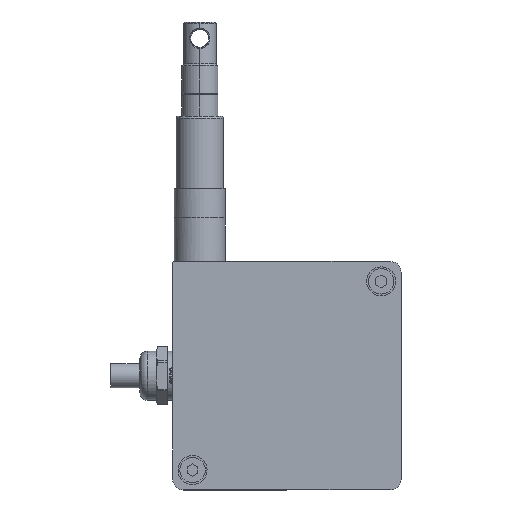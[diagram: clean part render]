
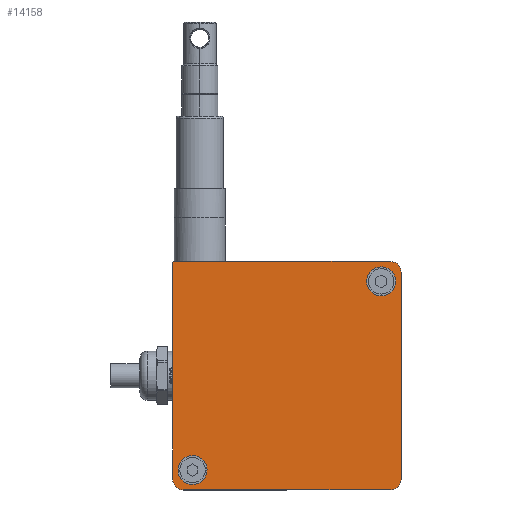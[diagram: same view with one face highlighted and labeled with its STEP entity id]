
A CAD part, left-side view. The second image highlights one B-rep face of the part: STEP entity #14158.
In plain terms, the highlighted planar face has unit normal (-1, 0, 0).
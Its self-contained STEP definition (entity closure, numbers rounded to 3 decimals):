
#13714=CARTESIAN_POINT('Axis2P3D Location',(-18.,26.,26.)) ;
#13718=CARTESIAN_POINT('Vertex',(-18.,29.51,27.918)) ;
#13720=CARTESIAN_POINT('Vertex',(-18.,22.49,24.082)) ;
#13740=CARTESIAN_POINT('Axis2P3D Location',(-18.,26.,26.)) ;
#13794=CARTESIAN_POINT('Axis2P3D Location',(-18.,-26.,-26.)) ;
#13798=CARTESIAN_POINT('Vertex',(-18.,-29.51,-27.918)) ;
#13800=CARTESIAN_POINT('Vertex',(-18.,-22.49,-24.082)) ;
#13820=CARTESIAN_POINT('Axis2P3D Location',(-18.,-26.,-26.)) ;
#13880=CARTESIAN_POINT('Axis2P3D Location',(-18.,28.5,28.5)) ;
#13884=CARTESIAN_POINT('Vertex',(-18.,31.5,28.5)) ;
#13886=CARTESIAN_POINT('Vertex',(-18.,28.5,31.5)) ;
#13920=CARTESIAN_POINT('Line Origine',(-18.,31.5,0.)) ;
#13924=CARTESIAN_POINT('Vertex',(-18.,31.5,-28.5)) ;
#13951=CARTESIAN_POINT('Axis2P3D Location',(-18.,28.5,-28.5)) ;
#13955=CARTESIAN_POINT('Vertex',(-18.,28.5,-31.5)) ;
#13982=CARTESIAN_POINT('Line Origine',(-18.,0.,-31.5)) ;
#13986=CARTESIAN_POINT('Vertex',(-18.,-28.5,-31.5)) ;
#14013=CARTESIAN_POINT('Axis2P3D Location',(-18.,-28.5,-28.5)) ;
#14017=CARTESIAN_POINT('Vertex',(-18.,-31.5,-28.5)) ;
#14051=CARTESIAN_POINT('Line Origine',(-18.,-1.25,31.5)) ;
#14055=CARTESIAN_POINT('Vertex',(-18.,-31.,31.5)) ;
#14075=CARTESIAN_POINT('Line Origine',(-18.,-31.5,1.25)) ;
#14079=CARTESIAN_POINT('Vertex',(-18.,-31.5,31.)) ;
#14130=CARTESIAN_POINT('Axis2P3D Location',(-18.,0.,0.)) ;
#14135=CARTESIAN_POINT('Axis2P3D Location',(-18.,-31.,31.)) ;
#13715=DIRECTION('Axis2P3D Direction',(1.,0.,-0.)) ;
#13741=DIRECTION('Axis2P3D Direction',(1.,0.,-0.)) ;
#13795=DIRECTION('Axis2P3D Direction',(1.,0.,-0.)) ;
#13821=DIRECTION('Axis2P3D Direction',(1.,0.,-0.)) ;
#13881=DIRECTION('Axis2P3D Direction',(-1.,0.,0.)) ;
#13921=DIRECTION('Vector Direction',(0.,0.,-1.)) ;
#13952=DIRECTION('Axis2P3D Direction',(-1.,0.,0.)) ;
#13983=DIRECTION('Vector Direction',(0.,-1.,0.)) ;
#14014=DIRECTION('Axis2P3D Direction',(-1.,0.,0.)) ;
#14052=DIRECTION('Vector Direction',(0.,1.,0.)) ;
#14076=DIRECTION('Vector Direction',(0.,0.,1.)) ;
#14131=DIRECTION('Axis2P3D Direction',(1.,0.,0.)) ;
#14132=DIRECTION('Axis2P3D XDirection',(0.,1.,0.)) ;
#14136=DIRECTION('Axis2P3D Direction',(1.,0.,0.)) ;
#13716=AXIS2_PLACEMENT_3D('Circle Axis2P3D',#13714,#13715,$) ;
#13742=AXIS2_PLACEMENT_3D('Circle Axis2P3D',#13740,#13741,$) ;
#13796=AXIS2_PLACEMENT_3D('Circle Axis2P3D',#13794,#13795,$) ;
#13822=AXIS2_PLACEMENT_3D('Circle Axis2P3D',#13820,#13821,$) ;
#13882=AXIS2_PLACEMENT_3D('Circle Axis2P3D',#13880,#13881,$) ;
#13953=AXIS2_PLACEMENT_3D('Circle Axis2P3D',#13951,#13952,$) ;
#14015=AXIS2_PLACEMENT_3D('Circle Axis2P3D',#14013,#14014,$) ;
#14133=AXIS2_PLACEMENT_3D('Plane Axis2P3D',#14130,#14131,#14132) ;
#14137=AXIS2_PLACEMENT_3D('Circle Axis2P3D',#14135,#14136,$) ;
#14141=ORIENTED_EDGE('',*,*,#14139,.F.) ;
#14142=ORIENTED_EDGE('',*,*,#14057,.F.) ;
#14143=ORIENTED_EDGE('',*,*,#13888,.F.) ;
#14144=ORIENTED_EDGE('',*,*,#13926,.F.) ;
#14145=ORIENTED_EDGE('',*,*,#13957,.F.) ;
#14146=ORIENTED_EDGE('',*,*,#13988,.F.) ;
#14147=ORIENTED_EDGE('',*,*,#14019,.F.) ;
#14148=ORIENTED_EDGE('',*,*,#14081,.F.) ;
#14151=ORIENTED_EDGE('',*,*,#13824,.T.) ;
#14152=ORIENTED_EDGE('',*,*,#13802,.T.) ;
#14155=ORIENTED_EDGE('',*,*,#13744,.T.) ;
#14156=ORIENTED_EDGE('',*,*,#13722,.T.) ;
#14153=FACE_BOUND('',#14150,.T.) ;
#14157=FACE_BOUND('',#14154,.T.) ;
#13922=VECTOR('Line Direction',#13921,1.) ;
#13984=VECTOR('Line Direction',#13983,1.) ;
#14053=VECTOR('Line Direction',#14052,1.) ;
#14077=VECTOR('Line Direction',#14076,1.) ;
#14158=ADVANCED_FACE('\X2\96F64EF651E04F554F53\X0\',(#14149,#14153,#14157),#14134,.F.) ;
#13717=CIRCLE('generated circle',#13716,4.) ;
#13743=CIRCLE('generated circle',#13742,4.) ;
#13797=CIRCLE('generated circle',#13796,4.) ;
#13823=CIRCLE('generated circle',#13822,4.) ;
#13883=CIRCLE('generated circle',#13882,3.) ;
#13954=CIRCLE('generated circle',#13953,3.) ;
#14016=CIRCLE('generated circle',#14015,3.) ;
#14138=CIRCLE('generated circle',#14137,0.5) ;
#13722=EDGE_CURVE('',#13719,#13721,#13717,.T.) ;
#13744=EDGE_CURVE('',#13721,#13719,#13743,.T.) ;
#13802=EDGE_CURVE('',#13799,#13801,#13797,.T.) ;
#13824=EDGE_CURVE('',#13801,#13799,#13823,.T.) ;
#13888=EDGE_CURVE('',#13885,#13887,#13883,.F.) ;
#13926=EDGE_CURVE('',#13925,#13885,#13923,.F.) ;
#13957=EDGE_CURVE('',#13956,#13925,#13954,.F.) ;
#13988=EDGE_CURVE('',#13987,#13956,#13985,.F.) ;
#14019=EDGE_CURVE('',#14018,#13987,#14016,.F.) ;
#14057=EDGE_CURVE('',#13887,#14056,#14054,.F.) ;
#14081=EDGE_CURVE('',#14080,#14018,#14078,.F.) ;
#14139=EDGE_CURVE('',#14056,#14080,#14138,.T.) ;
#14140=EDGE_LOOP('',(#14141,#14142,#14143,#14144,#14145,#14146,#14147,#14148)) ;
#14150=EDGE_LOOP('',(#14151,#14152)) ;
#14154=EDGE_LOOP('',(#14155,#14156)) ;
#14149=FACE_OUTER_BOUND('',#14140,.T.) ;
#13923=LINE('Line',#13920,#13922) ;
#13985=LINE('Line',#13982,#13984) ;
#14054=LINE('Line',#14051,#14053) ;
#14078=LINE('Line',#14075,#14077) ;
#14134=PLANE('',#14133) ;
#13719=VERTEX_POINT('',#13718) ;
#13721=VERTEX_POINT('',#13720) ;
#13799=VERTEX_POINT('',#13798) ;
#13801=VERTEX_POINT('',#13800) ;
#13885=VERTEX_POINT('',#13884) ;
#13887=VERTEX_POINT('',#13886) ;
#13925=VERTEX_POINT('',#13924) ;
#13956=VERTEX_POINT('',#13955) ;
#13987=VERTEX_POINT('',#13986) ;
#14018=VERTEX_POINT('',#14017) ;
#14056=VERTEX_POINT('',#14055) ;
#14080=VERTEX_POINT('',#14079) ;
